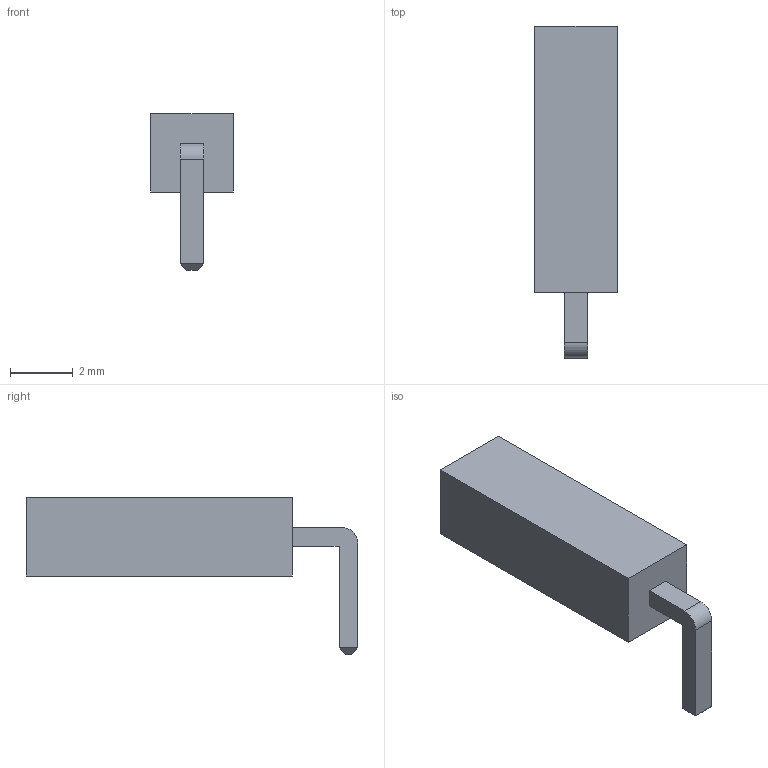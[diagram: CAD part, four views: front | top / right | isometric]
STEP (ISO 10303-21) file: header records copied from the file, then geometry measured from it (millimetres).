
FILE_DESCRIPTION(('FreeCAD Model'),'2;1');
FILE_NAME('Open CASCADE Shape Model','2022-01-09T19:05:59',( 'kicad StepUp'),('ksu MCAD'),'Open CASCADE STEP processor 7.5', 'FreeCAD','Unknown');
FILE_SCHEMA(('AUTOMOTIVE_DESIGN { 1 0 10303 214 1 1 1 1 }'));
Length unit declared in the file: millimetre
Products named in the file (1): angled_socket_header
Bounding box: 2.64 x 10.6 x 5 mm (x, y, z)
Volume: 52.4 mm3; surface area: 142.2 mm2
Topology: 1 solids, 1 shells, 23 faces, 53 edges, 34 vertices
Faces by surface type: plane 22, cylinder 1
Entity records: 744 total; most frequent: CARTESIAN_POINT 111, ORIENTED_EDGE 106, DIRECTION 103, EDGE_CURVE 53, LINE 51, VECTOR 51, VERTEX_POINT 34, AXIS2_PLACEMENT_3D 26
